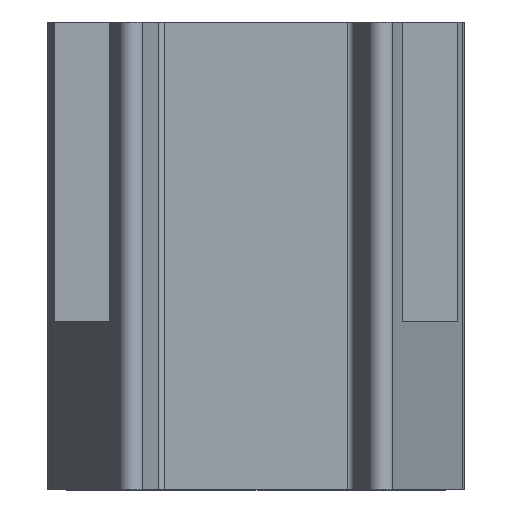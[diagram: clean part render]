
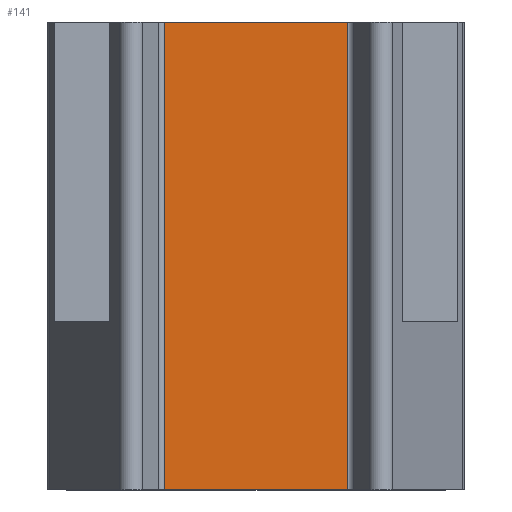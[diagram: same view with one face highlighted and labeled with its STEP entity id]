
A CAD part, top view. The second image highlights one B-rep face of the part: STEP entity #141.
In plain terms, the highlighted planar face has unit normal (0, 0, 1).
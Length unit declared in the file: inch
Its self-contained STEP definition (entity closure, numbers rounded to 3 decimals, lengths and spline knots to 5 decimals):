
#141=ADVANCED_FACE('',(#209),#171,.T.);
#171=PLANE('',#981);
#209=FACE_OUTER_BOUND('',#441,.T.);
#249=LINE('',#1316,#341);
#292=LINE('',#1419,#384);
#299=LINE('',#1437,#391);
#300=LINE('',#1439,#392);
#341=VECTOR('',#1079,1.);
#384=VECTOR('',#1164,1.);
#391=VECTOR('',#1187,1.);
#392=VECTOR('',#1190,1.);
#441=EDGE_LOOP('',(#644,#645,#646,#647));
#644=ORIENTED_EDGE('',*,*,#873,.F.);
#645=ORIENTED_EDGE('',*,*,#883,.F.);
#646=ORIENTED_EDGE('',*,*,#820,.T.);
#647=ORIENTED_EDGE('',*,*,#882,.T.);
#727=VERTEX_POINT('',#1315);
#728=VERTEX_POINT('',#1317);
#766=VERTEX_POINT('',#1418);
#767=VERTEX_POINT('',#1420);
#820=EDGE_CURVE('',#728,#727,#249,.T.);
#873=EDGE_CURVE('',#766,#767,#292,.T.);
#882=EDGE_CURVE('',#727,#767,#299,.T.);
#883=EDGE_CURVE('',#728,#766,#300,.T.);
#981=AXIS2_PLACEMENT_3D('',#1440,#1191,#1192);
#1079=DIRECTION('',(1.,0.,0.));
#1164=DIRECTION('',(1.,0.,0.));
#1187=DIRECTION('',(0.,1.,0.));
#1190=DIRECTION('',(0.,1.,0.));
#1191=DIRECTION('',(0.,0.,1.));
#1192=DIRECTION('',(1.,0.,0.));
#1315=CARTESIAN_POINT('',(0.14681,0.,0.241));
#1316=CARTESIAN_POINT('',(-0.14681,0.,0.241));
#1317=CARTESIAN_POINT('',(-0.14681,0.,0.241));
#1418=CARTESIAN_POINT('',(-0.14681,0.75,0.241));
#1419=CARTESIAN_POINT('',(-0.14681,0.75,0.241));
#1420=CARTESIAN_POINT('',(0.14681,0.75,0.241));
#1437=CARTESIAN_POINT('',(0.14681,0.,0.241));
#1439=CARTESIAN_POINT('',(-0.14681,0.,0.241));
#1440=CARTESIAN_POINT('',(-0.14681,0.,0.241));
